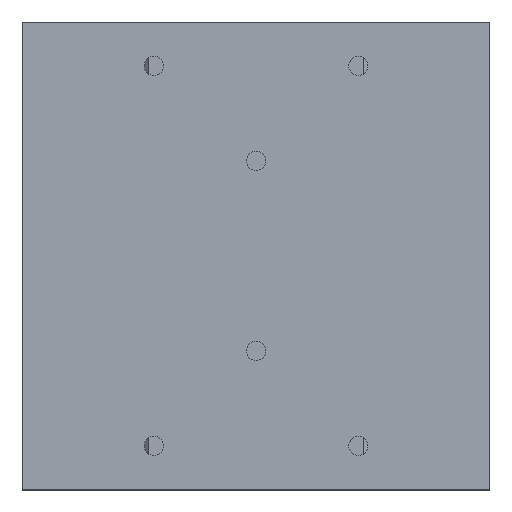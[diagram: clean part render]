
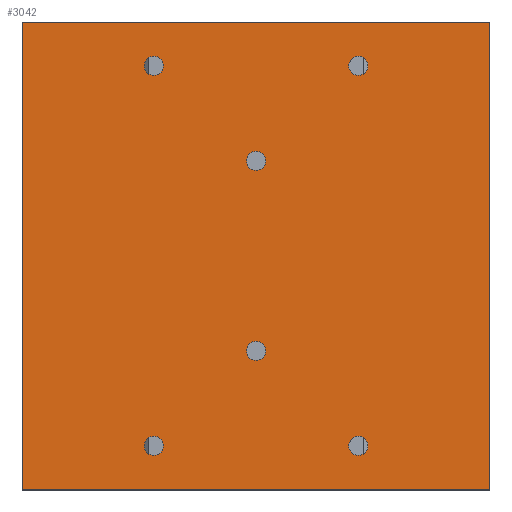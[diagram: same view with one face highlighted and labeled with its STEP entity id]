
A CAD part, top view. The second image highlights one B-rep face of the part: STEP entity #3042.
In plain terms, the highlighted planar face has unit normal (0, 0, 1).
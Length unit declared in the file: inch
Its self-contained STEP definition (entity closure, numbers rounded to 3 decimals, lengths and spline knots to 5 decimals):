
#1818=CARTESIAN_POINT('',(-0.793,-1.625,0.47203));
#1819=VERTEX_POINT('',#1818);
#1835=CARTESIAN_POINT('',(-0.957,-1.625,0.47203));
#1836=VERTEX_POINT('',#1835);
#1843=CARTESIAN_POINT('',(-0.875,-1.625,0.47203));
#1844=DIRECTION('',(0.0,0.0,-1.0));
#1845=DIRECTION('',(1.0,0.0,0.0));
#1846=AXIS2_PLACEMENT_3D('',#1843,#1844,#1845);
#1847=CIRCLE('',#1846,0.082);
#1848=EDGE_CURVE('',#1819,#1836,#1847,.T.);
#1881=CARTESIAN_POINT('',(0.957,1.625,0.47203));
#1882=VERTEX_POINT('',#1881);
#1898=CARTESIAN_POINT('',(0.793,1.625,0.47203));
#1899=VERTEX_POINT('',#1898);
#1906=CARTESIAN_POINT('',(0.875,1.625,0.47203));
#1907=DIRECTION('',(0.0,0.0,-1.0));
#1908=DIRECTION('',(1.0,0.0,0.0));
#1909=AXIS2_PLACEMENT_3D('',#1906,#1907,#1908);
#1910=CIRCLE('',#1909,0.082);
#1911=EDGE_CURVE('',#1882,#1899,#1910,.T.);
#1944=CARTESIAN_POINT('',(0.957,-1.625,0.47203));
#1945=VERTEX_POINT('',#1944);
#1961=CARTESIAN_POINT('',(0.793,-1.625,0.47203));
#1962=VERTEX_POINT('',#1961);
#1969=CARTESIAN_POINT('',(0.875,-1.625,0.47203));
#1970=DIRECTION('',(0.0,0.0,-1.0));
#1971=DIRECTION('',(1.0,0.0,0.0));
#1972=AXIS2_PLACEMENT_3D('',#1969,#1970,#1971);
#1973=CIRCLE('',#1972,0.082);
#1974=EDGE_CURVE('',#1945,#1962,#1973,.T.);
#2007=CARTESIAN_POINT('',(-0.793,1.625,0.47203));
#2008=VERTEX_POINT('',#2007);
#2024=CARTESIAN_POINT('',(-0.957,1.625,0.47203));
#2025=VERTEX_POINT('',#2024);
#2032=CARTESIAN_POINT('',(-0.875,1.625,0.47203));
#2033=DIRECTION('',(0.0,0.0,-1.0));
#2034=DIRECTION('',(1.0,0.0,0.0));
#2035=AXIS2_PLACEMENT_3D('',#2032,#2033,#2034);
#2036=CIRCLE('',#2035,0.082);
#2037=EDGE_CURVE('',#2008,#2025,#2036,.T.);
#2070=CARTESIAN_POINT('',(0.082,-0.8125,0.47203));
#2071=VERTEX_POINT('',#2070);
#2087=CARTESIAN_POINT('',(-0.082,-0.8125,0.47203));
#2088=VERTEX_POINT('',#2087);
#2095=CARTESIAN_POINT('',(0.,-0.8125,0.47203));
#2096=DIRECTION('',(0.0,0.0,-1.0));
#2097=DIRECTION('',(1.0,0.0,0.0));
#2098=AXIS2_PLACEMENT_3D('',#2095,#2096,#2097);
#2099=CIRCLE('',#2098,0.082);
#2100=EDGE_CURVE('',#2071,#2088,#2099,.T.);
#2133=CARTESIAN_POINT('',(0.082,0.8125,0.47203));
#2134=VERTEX_POINT('',#2133);
#2150=CARTESIAN_POINT('',(-0.082,0.8125,0.47203));
#2151=VERTEX_POINT('',#2150);
#2158=CARTESIAN_POINT('',(0.,0.8125,0.47203));
#2159=DIRECTION('',(0.0,0.0,-1.0));
#2160=DIRECTION('',(1.0,0.0,0.0));
#2161=AXIS2_PLACEMENT_3D('',#2158,#2159,#2160);
#2162=CIRCLE('',#2161,0.082);
#2163=EDGE_CURVE('',#2134,#2151,#2162,.T.);
#2627=CARTESIAN_POINT('',(0.,0.8125,0.47203));
#2628=DIRECTION('',(0.0,0.0,-1.0));
#2629=DIRECTION('',(1.0,0.0,0.0));
#2630=AXIS2_PLACEMENT_3D('',#2627,#2628,#2629);
#2631=CIRCLE('',#2630,0.082);
#2632=EDGE_CURVE('',#2151,#2134,#2631,.T.);
#2672=CARTESIAN_POINT('',(0.,-0.8125,0.47203));
#2673=DIRECTION('',(0.0,0.0,-1.0));
#2674=DIRECTION('',(1.0,0.0,0.0));
#2675=AXIS2_PLACEMENT_3D('',#2672,#2673,#2674);
#2676=CIRCLE('',#2675,0.082);
#2677=EDGE_CURVE('',#2088,#2071,#2676,.T.);
#2717=CARTESIAN_POINT('',(-0.875,1.625,0.47203));
#2718=DIRECTION('',(0.0,0.0,-1.0));
#2719=DIRECTION('',(1.0,0.0,0.0));
#2720=AXIS2_PLACEMENT_3D('',#2717,#2718,#2719);
#2721=CIRCLE('',#2720,0.082);
#2722=EDGE_CURVE('',#2025,#2008,#2721,.T.);
#2762=CARTESIAN_POINT('',(0.875,-1.625,0.47203));
#2763=DIRECTION('',(0.0,0.0,-1.0));
#2764=DIRECTION('',(1.0,0.0,0.0));
#2765=AXIS2_PLACEMENT_3D('',#2762,#2763,#2764);
#2766=CIRCLE('',#2765,0.082);
#2767=EDGE_CURVE('',#1962,#1945,#2766,.T.);
#2807=CARTESIAN_POINT('',(0.875,1.625,0.47203));
#2808=DIRECTION('',(0.0,0.0,-1.0));
#2809=DIRECTION('',(1.0,0.0,0.0));
#2810=AXIS2_PLACEMENT_3D('',#2807,#2808,#2809);
#2811=CIRCLE('',#2810,0.082);
#2812=EDGE_CURVE('',#1899,#1882,#2811,.T.);
#2852=CARTESIAN_POINT('',(-0.875,-1.625,0.47203));
#2853=DIRECTION('',(0.0,0.0,-1.0));
#2854=DIRECTION('',(1.0,0.0,0.0));
#2855=AXIS2_PLACEMENT_3D('',#2852,#2853,#2854);
#2856=CIRCLE('',#2855,0.082);
#2857=EDGE_CURVE('',#1836,#1819,#2856,.T.);
#2954=CARTESIAN_POINT('',(1.99943,2.0,0.47203));
#2955=VERTEX_POINT('',#2954);
#2962=CARTESIAN_POINT('',(1.99943,-2.0,0.47203));
#2963=VERTEX_POINT('',#2962);
#2964=CARTESIAN_POINT('',(1.99943,-2.0,0.47203));
#2965=DIRECTION('',(0.0,1.0,0.0));
#2966=VECTOR('',#2965,4.0);
#2967=LINE('',#2964,#2966);
#2968=EDGE_CURVE('',#2963,#2955,#2967,.T.);
#2988=CARTESIAN_POINT('',(1.99943,-2.0,0.47203));
#2989=DIRECTION('',(0.0,0.0,1.0));
#2990=DIRECTION('',(1.0,0.0,0.0));
#2991=AXIS2_PLACEMENT_3D('',#2988,#2989,#2990);
#2992=PLANE('',#2991);
#2993=CARTESIAN_POINT('',(-1.99943,2.0,0.47203));
#2994=VERTEX_POINT('',#2993);
#2995=CARTESIAN_POINT('',(1.99943,2.0,0.47203));
#2996=DIRECTION('',(-1.0,0.0,0.0));
#2997=VECTOR('',#2996,3.99887);
#2998=LINE('',#2995,#2997);
#2999=EDGE_CURVE('',#2955,#2994,#2998,.T.);
#3000=ORIENTED_EDGE('',*,*,#2999,.T.);
#3001=CARTESIAN_POINT('',(-1.99943,-2.0,0.47203));
#3002=VERTEX_POINT('',#3001);
#3003=CARTESIAN_POINT('',(-1.99943,-2.0,0.47203));
#3004=DIRECTION('',(0.0,1.0,0.0));
#3005=VECTOR('',#3004,4.0);
#3006=LINE('',#3003,#3005);
#3007=EDGE_CURVE('',#3002,#2994,#3006,.T.);
#3008=ORIENTED_EDGE('',*,*,#3007,.F.);
#3009=CARTESIAN_POINT('',(1.99943,-2.0,0.47203));
#3010=DIRECTION('',(-1.0,0.0,0.0));
#3011=VECTOR('',#3010,3.99887);
#3012=LINE('',#3009,#3011);
#3013=EDGE_CURVE('',#2963,#3002,#3012,.T.);
#3014=ORIENTED_EDGE('',*,*,#3013,.F.);
#3015=ORIENTED_EDGE('',*,*,#2968,.T.);
#3016=EDGE_LOOP('',(#3000,#3008,#3014,#3015));
#3017=FACE_OUTER_BOUND('',#3016,.T.);
#3018=ORIENTED_EDGE('',*,*,#2163,.T.);
#3019=ORIENTED_EDGE('',*,*,#2632,.T.);
#3020=EDGE_LOOP('',(#3018,#3019));
#3021=FACE_BOUND('',#3020,.T.);
#3022=ORIENTED_EDGE('',*,*,#2100,.T.);
#3023=ORIENTED_EDGE('',*,*,#2677,.T.);
#3024=EDGE_LOOP('',(#3022,#3023));
#3025=FACE_BOUND('',#3024,.T.);
#3026=ORIENTED_EDGE('',*,*,#2037,.T.);
#3027=ORIENTED_EDGE('',*,*,#2722,.T.);
#3028=EDGE_LOOP('',(#3026,#3027));
#3029=FACE_BOUND('',#3028,.T.);
#3030=ORIENTED_EDGE('',*,*,#1974,.T.);
#3031=ORIENTED_EDGE('',*,*,#2767,.T.);
#3032=EDGE_LOOP('',(#3030,#3031));
#3033=FACE_BOUND('',#3032,.T.);
#3034=ORIENTED_EDGE('',*,*,#1911,.T.);
#3035=ORIENTED_EDGE('',*,*,#2812,.T.);
#3036=EDGE_LOOP('',(#3034,#3035));
#3037=FACE_BOUND('',#3036,.T.);
#3038=ORIENTED_EDGE('',*,*,#1848,.T.);
#3039=ORIENTED_EDGE('',*,*,#2857,.T.);
#3040=EDGE_LOOP('',(#3038,#3039));
#3041=FACE_BOUND('',#3040,.T.);
#3042=ADVANCED_FACE('',(#3017,#3021,#3025,#3029,#3033,#3037,#3041),#2992,.T.);
